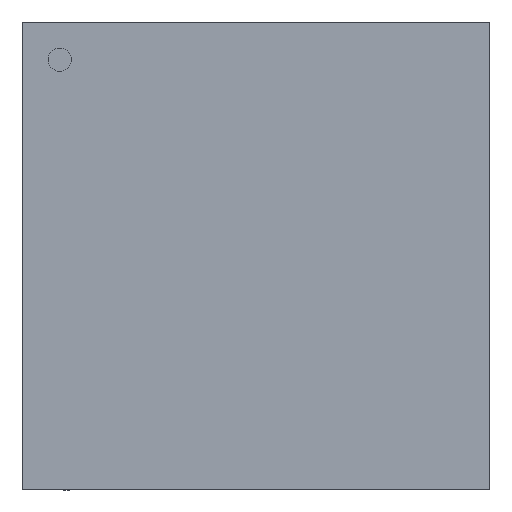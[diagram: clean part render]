
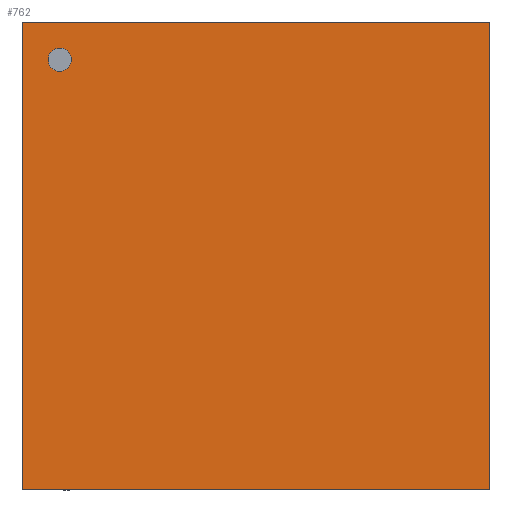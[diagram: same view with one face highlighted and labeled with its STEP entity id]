
A CAD part, top view. The second image highlights one B-rep face of the part: STEP entity #762.
In plain terms, the highlighted planar face has unit normal (0, 0, 1).
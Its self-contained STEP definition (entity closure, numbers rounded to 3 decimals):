
#11 = CARTESIAN_POINT ( 'NONE',  ( -3.95, 4.2, 0.9 ) ) ;
#12 = DIRECTION ( 'NONE',  ( 0., 1., 0. ) ) ;
#55 = VERTEX_POINT ( 'NONE', #565 ) ;
#93 = CARTESIAN_POINT ( 'NONE',  ( 5., -5., 0.9 ) ) ;
#100 = EDGE_CURVE ( 'NONE', #667, #859, #142, .T. ) ;
#101 = EDGE_LOOP ( 'NONE', ( #539, #750 ) ) ;
#105 = EDGE_CURVE ( 'NONE', #534, #55, #1092, .T. ) ;
#108 = LINE ( 'NONE', #754, #1113 ) ;
#110 = EDGE_CURVE ( 'NONE', #602, #667, #108, .T. ) ;
#119 = EDGE_CURVE ( 'NONE', #859, #544, #758, .T. ) ;
#120 = EDGE_CURVE ( 'NONE', #55, #534, #589, .T. ) ;
#121 = EDGE_CURVE ( 'NONE', #544, #602, #1000, .T. ) ;
#130 = AXIS2_PLACEMENT_3D ( 'NONE', #809, #794, #1369 ) ;
#142 = LINE ( 'NONE', #340, #1266 ) ;
#150 = AXIS2_PLACEMENT_3D ( 'NONE', #1403, #1170, #1431 ) ;
#245 = DIRECTION ( 'NONE',  ( 0., -1., 0. ) ) ;
#340 = CARTESIAN_POINT ( 'NONE',  ( 5., -5., 0.9 ) ) ;
#474 = EDGE_LOOP ( 'NONE', ( #1200, #1234, #970, #726 ) ) ;
#534 = VERTEX_POINT ( 'NONE', #11 ) ;
#539 = ORIENTED_EDGE ( 'NONE', *, *, #105, .F. ) ;
#544 = VERTEX_POINT ( 'NONE', #1024 ) ;
#565 = CARTESIAN_POINT ( 'NONE',  ( -4.45, 4.2, 0.9 ) ) ;
#589 = CIRCLE ( 'NONE', #150, 0.25 ) ;
#602 = VERTEX_POINT ( 'NONE', #1417 ) ;
#667 = VERTEX_POINT ( 'NONE', #93 ) ;
#712 = DIRECTION ( 'NONE',  ( -1., 0., 0. ) ) ;
#719 = AXIS2_PLACEMENT_3D ( 'NONE', #1235, #1096, #712 ) ;
#726 = ORIENTED_EDGE ( 'NONE', *, *, #100, .T. ) ;
#750 = ORIENTED_EDGE ( 'NONE', *, *, #120, .F. ) ;
#754 = CARTESIAN_POINT ( 'NONE',  ( -5., -5., 0.9 ) ) ;
#758 = LINE ( 'NONE', #826, #774 ) ;
#762 = ADVANCED_FACE ( 'NONE', ( #1377, #1150 ), #797, .F. ) ;
#774 = VECTOR ( 'NONE', #1405, 1000. ) ;
#794 = DIRECTION ( 'NONE',  ( 0., 0., 1. ) ) ;
#797 = PLANE ( 'NONE',  #719 ) ;
#809 = CARTESIAN_POINT ( 'NONE',  ( -4.2, 4.2, 0.9 ) ) ;
#826 = CARTESIAN_POINT ( 'NONE',  ( -5., 5., 0.9 ) ) ;
#859 = VERTEX_POINT ( 'NONE', #1021 ) ;
#943 = DIRECTION ( 'NONE',  ( 1., 0., 0. ) ) ;
#970 = ORIENTED_EDGE ( 'NONE', *, *, #110, .T. ) ;
#1000 = LINE ( 'NONE', #1226, #1204 ) ;
#1021 = CARTESIAN_POINT ( 'NONE',  ( 5., 5., 0.9 ) ) ;
#1024 = CARTESIAN_POINT ( 'NONE',  ( -5., 5., 0.9 ) ) ;
#1092 = CIRCLE ( 'NONE', #130, 0.25 ) ;
#1096 = DIRECTION ( 'NONE',  ( 0., 0., -1. ) ) ;
#1113 = VECTOR ( 'NONE', #943, 1000. ) ;
#1150 = FACE_BOUND ( 'NONE', #101, .T. ) ;
#1170 = DIRECTION ( 'NONE',  ( 0., 0., 1. ) ) ;
#1200 = ORIENTED_EDGE ( 'NONE', *, *, #119, .T. ) ;
#1204 = VECTOR ( 'NONE', #245, 1000. ) ;
#1226 = CARTESIAN_POINT ( 'NONE',  ( -5., -5., 0.9 ) ) ;
#1234 = ORIENTED_EDGE ( 'NONE', *, *, #121, .T. ) ;
#1235 = CARTESIAN_POINT ( 'NONE',  ( 5., 5., 0.9 ) ) ;
#1266 = VECTOR ( 'NONE', #12, 1000. ) ;
#1369 = DIRECTION ( 'NONE',  ( 1., 0., 0. ) ) ;
#1377 = FACE_OUTER_BOUND ( 'NONE', #474, .T. ) ;
#1403 = CARTESIAN_POINT ( 'NONE',  ( -4.2, 4.2, 0.9 ) ) ;
#1405 = DIRECTION ( 'NONE',  ( -1., 0., 0. ) ) ;
#1417 = CARTESIAN_POINT ( 'NONE',  ( -5., -5., 0.9 ) ) ;
#1431 = DIRECTION ( 'NONE',  ( 1., 0., 0. ) ) ;
